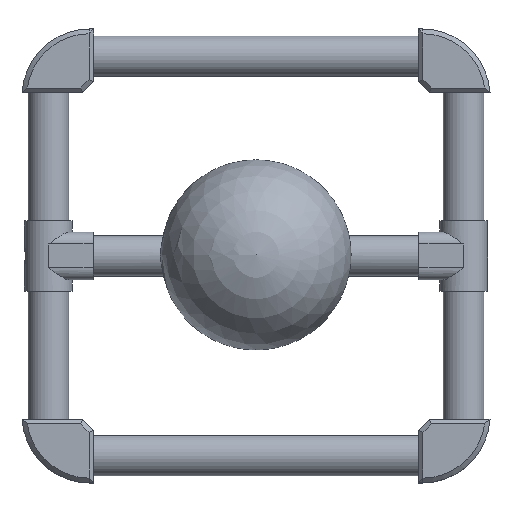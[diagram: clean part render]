
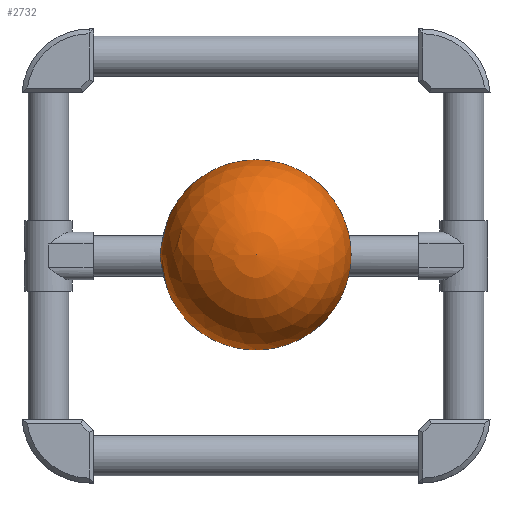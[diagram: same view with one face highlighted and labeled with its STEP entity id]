
A CAD part, top view. The second image highlights one B-rep face of the part: STEP entity #2732.
In plain terms, the highlighted spherical face has radius 60 mm.
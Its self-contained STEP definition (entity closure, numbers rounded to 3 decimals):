
#68=SPHERICAL_SURFACE('',#2951,60.);
#275=FACE_OUTER_BOUND('',#464,.T.);
#464=EDGE_LOOP('',(#1899,#1900));
#1119=CIRCLE('',#2952,60.);
#1250=VERTEX_POINT('',#4158);
#1251=VERTEX_POINT('',#4159);
#1505=EDGE_CURVE('',#1250,#1251,#1119,.T.);
#1899=ORIENTED_EDGE('',*,*,#1505,.T.);
#1900=ORIENTED_EDGE('',*,*,#1505,.F.);
#2732=ADVANCED_FACE('',(#275),#68,.T.);
#2951=AXIS2_PLACEMENT_3D('',#4157,#3293,#3294);
#2952=AXIS2_PLACEMENT_3D('',#4160,#3295,#3296);
#3293=DIRECTION('center_axis',(0.,0.,1.));
#3294=DIRECTION('ref_axis',(1.,0.,0.));
#3295=DIRECTION('center_axis',(0.,-1.,0.));
#3296=DIRECTION('ref_axis',(-1.,0.,0.));
#4157=CARTESIAN_POINT('Origin',(0.,0.,365.));
#4158=CARTESIAN_POINT('',(0.,0.,425.));
#4159=CARTESIAN_POINT('',(0.,0.,305.));
#4160=CARTESIAN_POINT('Origin',(0.,0.,365.));
